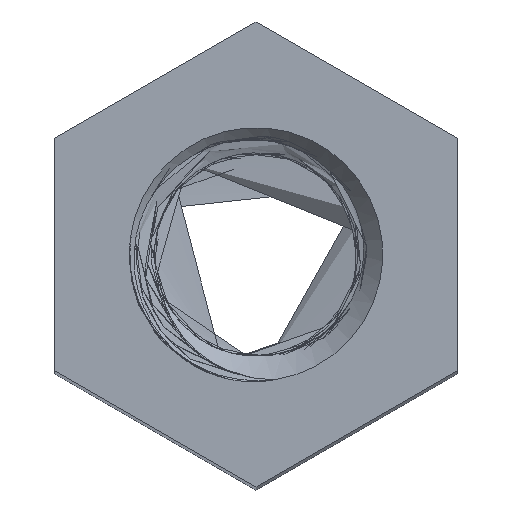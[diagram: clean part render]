
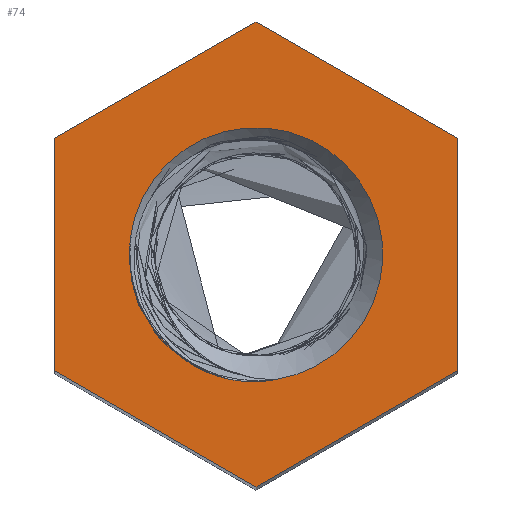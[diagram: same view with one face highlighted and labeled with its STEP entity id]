
A CAD part, top view. The second image highlights one B-rep face of the part: STEP entity #74.
In plain terms, the highlighted planar face has unit normal (0, 0, 1).
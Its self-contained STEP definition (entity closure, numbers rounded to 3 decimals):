
#74=ADVANCED_FACE('',(#482,#484),#486,.T.);
#482=FACE_BOUND('',#483,.T.);
#483=EDGE_LOOP('',(#23019,#23020,#23021,#23022,#23023,#23024));
#484=FACE_BOUND('',#485,.T.);
#485=EDGE_LOOP('',(#23025,#23026));
#486=PLANE('',#487);
#487=AXIS2_PLACEMENT_3D('',#488,#489,#490);
#488=CARTESIAN_POINT('',(0.,0.,18.));
#489=DIRECTION('',(0.,0.,1.));
#490=DIRECTION('',(-1.,0.,0.));
#23019=ORIENTED_EDGE('',*,*,#23277,.T.);
#23020=ORIENTED_EDGE('',*,*,#23278,.T.);
#23021=ORIENTED_EDGE('',*,*,#23279,.T.);
#23022=ORIENTED_EDGE('',*,*,#23280,.T.);
#23023=ORIENTED_EDGE('',*,*,#23281,.T.);
#23024=ORIENTED_EDGE('',*,*,#23282,.T.);
#23025=ORIENTED_EDGE('',*,*,#23283,.T.);
#23026=ORIENTED_EDGE('',*,*,#23267,.T.);
#23267=EDGE_CURVE('',#23399,#23397,#23400,.F.);
#23277=EDGE_CURVE('',#23418,#23419,#23420,.T.);
#23278=EDGE_CURVE('',#23419,#23421,#23422,.T.);
#23279=EDGE_CURVE('',#23421,#23423,#23424,.T.);
#23280=EDGE_CURVE('',#23423,#23425,#23426,.T.);
#23281=EDGE_CURVE('',#23425,#23427,#23428,.T.);
#23282=EDGE_CURVE('',#23427,#23418,#23429,.T.);
#23283=EDGE_CURVE('',#23397,#23399,#23430,.F.);
#23397=VERTEX_POINT('',#23627);
#23399=VERTEX_POINT('',#23642);
#23400=CIRCLE('',#23643,1.26);
#23418=VERTEX_POINT('',#23804);
#23419=VERTEX_POINT('',#23805);
#23420=LINE('',#23806,#23807);
#23421=VERTEX_POINT('',#23809);
#23422=LINE('',#23810,#23811);
#23423=VERTEX_POINT('',#23813);
#23424=LINE('',#23814,#23815);
#23425=VERTEX_POINT('',#23817);
#23426=LINE('',#23818,#23819);
#23427=VERTEX_POINT('',#23821);
#23428=LINE('',#23822,#23823);
#23429=LINE('',#23825,#23826);
#23430=B_SPLINE_CURVE_WITH_KNOTS('',3,
(#23828,#23829,#23830,#23831,#23832,#23833,#23834,#23835,#23836,#23837,#23838,#23839,
#23840,#23841,#23842,#23843,#23844,#23845,#23846,#23847,#23848),
.UNSPECIFIED.,.F.,.F.,
(4,1,1,1,1,1,1,1,1,1,1,1,1,1,1,1,1,1,4),
(0.,0.068,0.102,0.204,0.207,0.317,
0.352,0.433,0.514,0.553,0.667,
0.684,0.738,0.773,0.848,0.859,
0.935,0.963,1.),
.UNSPECIFIED.);
#23627=CARTESIAN_POINT('',(0.189,-1.246,18.));
#23642=CARTESIAN_POINT('',(-0.603,-1.106,18.));
#23643=AXIS2_PLACEMENT_3D('',#23644,#23645,#23646);
#23644=CARTESIAN_POINT('',(0.,0.,18.));
#23645=DIRECTION('',(0.,0.,1.));
#23646=DIRECTION('',(0.15,-0.989,0.));
#23804=CARTESIAN_POINT('',(0.,-2.309,18.));
#23805=CARTESIAN_POINT('',(2.,-1.155,18.));
#23806=CARTESIAN_POINT('',(0.,-2.309,18.));
#23807=VECTOR('',#23808,1.);
#23808=DIRECTION('',(0.866,0.5,0.));
#23809=CARTESIAN_POINT('',(2.,1.155,18.));
#23810=CARTESIAN_POINT('',(2.,-1.155,18.));
#23811=VECTOR('',#23812,1.);
#23812=DIRECTION('',(0.,1.,0.));
#23813=CARTESIAN_POINT('',(0.,2.309,18.));
#23814=CARTESIAN_POINT('',(2.,1.155,18.));
#23815=VECTOR('',#23816,1.);
#23816=DIRECTION('',(-0.866,0.5,0.));
#23817=CARTESIAN_POINT('',(-2.,1.155,18.));
#23818=CARTESIAN_POINT('',(0.,2.309,18.));
#23819=VECTOR('',#23820,1.);
#23820=DIRECTION('',(-0.866,-0.5,0.));
#23821=CARTESIAN_POINT('',(-2.,-1.155,18.));
#23822=CARTESIAN_POINT('',(-2.,1.155,18.));
#23823=VECTOR('',#23824,1.);
#23824=DIRECTION('',(0.,-1.,0.));
#23825=CARTESIAN_POINT('',(-2.,-1.155,18.));
#23826=VECTOR('',#23827,1.);
#23827=DIRECTION('',(0.866,-0.5,0.));
#23828=CARTESIAN_POINT('',(-0.603,-1.106,18.));
#23829=CARTESIAN_POINT('',(-0.587,-1.116,18.));
#23830=CARTESIAN_POINT('',(-0.563,-1.13,18.));
#23831=CARTESIAN_POINT('',(-0.514,-1.156,18.));
#23832=CARTESIAN_POINT('',(-0.479,-1.172,18.));
#23833=CARTESIAN_POINT('',(-0.424,-1.195,18.));
#23834=CARTESIAN_POINT('',(-0.387,-1.209,18.));
#23835=CARTESIAN_POINT('',(-0.327,-1.227,18.));
#23836=CARTESIAN_POINT('',(-0.275,-1.24,18.));
#23837=CARTESIAN_POINT('',(-0.221,-1.251,18.));
#23838=CARTESIAN_POINT('',(-0.157,-1.26,18.));
#23839=CARTESIAN_POINT('',(-0.111,-1.265,18.));
#23840=CARTESIAN_POINT('',(-0.06,-1.267,18.));
#23841=CARTESIAN_POINT('',(-0.031,-1.268,18.));
#23842=CARTESIAN_POINT('',(0.014,-1.267,18.));
#23843=CARTESIAN_POINT('',(0.047,-1.265,18.));
#23844=CARTESIAN_POINT('',(0.092,-1.261,18.));
#23845=CARTESIAN_POINT('',(0.123,-1.258,18.));
#23846=CARTESIAN_POINT('',(0.161,-1.251,18.));
#23847=CARTESIAN_POINT('',(0.179,-1.248,18.));
#23848=CARTESIAN_POINT('',(0.189,-1.246,18.));
